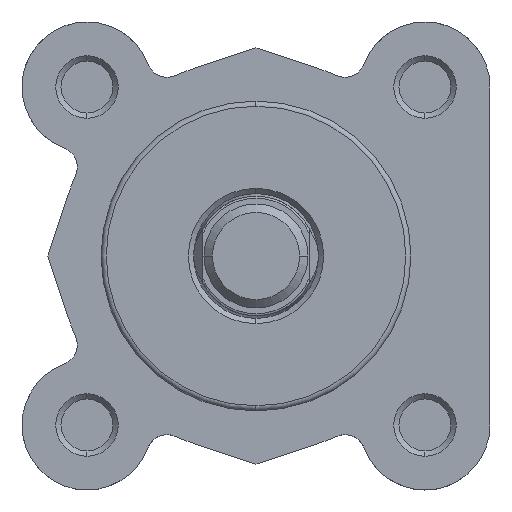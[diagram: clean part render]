
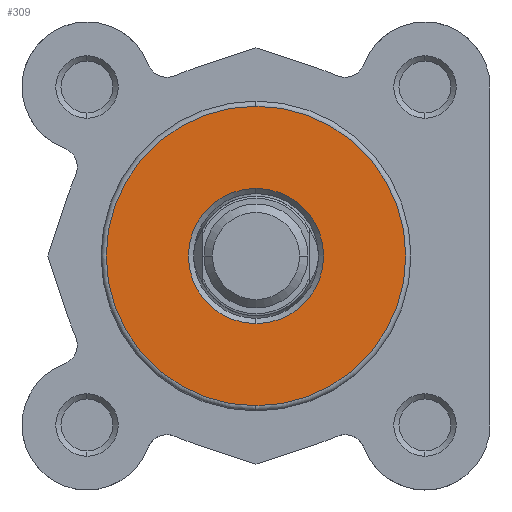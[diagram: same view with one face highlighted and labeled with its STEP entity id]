
A CAD part, left-side view. The second image highlights one B-rep face of the part: STEP entity #309.
In plain terms, the highlighted planar face has unit normal (-1, 0, 0).
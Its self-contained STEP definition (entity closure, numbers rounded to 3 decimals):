
#69 = VERTEX_POINT ( 'NONE', #3839 ) ;
#70 = VERTEX_POINT ( 'NONE', #3840 ) ;
#73 = VERTEX_POINT ( 'NONE', #3843 ) ;
#74 = VERTEX_POINT ( 'NONE', #3844 ) ;
#309 = ADVANCED_FACE ( 'NONE', ( #998, #1012 ), #4583, .T. ) ;
#625 = EDGE_LOOP ( 'NONE', ( #2595, #2594 ) ) ;
#940 = EDGE_LOOP ( 'NONE', ( #2597, #2596 ) ) ;
#998 = FACE_BOUND ( 'NONE', #940, .T. ) ;
#1012 = FACE_OUTER_BOUND ( 'NONE', #625, .T. ) ;
#1429 = CIRCLE ( 'NONE', #6207, 6.5 ) ;
#1435 = CIRCLE ( 'NONE', #6209, 14.4 ) ;
#1640 = EDGE_CURVE ( 'NONE', #73, #74, #1429, .T. ) ;
#1644 = EDGE_CURVE ( 'NONE', #69, #70, #1435, .T. ) ;
#1753 = EDGE_CURVE ( 'NONE', #70, #69, #6541, .T. ) ;
#1756 = EDGE_CURVE ( 'NONE', #74, #73, #6544, .T. ) ;
#2142 = AXIS2_PLACEMENT_3D ( 'NONE', #4582, #4584, #4585 ) ;
#2594 = ORIENTED_EDGE ( 'NONE', *, *, #1753, .T. ) ;
#2595 = ORIENTED_EDGE ( 'NONE', *, *, #1644, .T. ) ;
#2596 = ORIENTED_EDGE ( 'NONE', *, *, #1756, .T. ) ;
#2597 = ORIENTED_EDGE ( 'NONE', *, *, #1640, .T. ) ;
#3839 = CARTESIAN_POINT ( 'NONE',  ( 0., 0., 14.4 ) ) ;
#3840 = CARTESIAN_POINT ( 'NONE',  ( 0., 0., -14.4 ) ) ;
#3843 = CARTESIAN_POINT ( 'NONE',  ( 0., 0., 6.5 ) ) ;
#3844 = CARTESIAN_POINT ( 'NONE',  ( 0., 0., -6.5 ) ) ;
#4582 = CARTESIAN_POINT ( 'NONE',  ( 0., -6., 0. ) ) ;
#4583 = PLANE ( 'NONE',  #2142 ) ;
#4584 = DIRECTION ( 'NONE',  ( -1., 0., 0. ) ) ;
#4585 = DIRECTION ( 'NONE',  ( 0., 0., 1. ) ) ;
#5319 = CARTESIAN_POINT ( 'NONE',  ( 0., 0., 0. ) ) ;
#5320 = DIRECTION ( 'NONE',  ( 1., 0., 0. ) ) ;
#5321 = DIRECTION ( 'NONE',  ( 0., 0., 1. ) ) ;
#5329 = CARTESIAN_POINT ( 'NONE',  ( 0., 0., 0. ) ) ;
#5330 = DIRECTION ( 'NONE',  ( -1., 0., 0. ) ) ;
#5331 = DIRECTION ( 'NONE',  ( 0., 0., 1. ) ) ;
#5608 = CARTESIAN_POINT ( 'NONE',  ( 0., 0., 0. ) ) ;
#5615 = DIRECTION ( 'NONE',  ( -1., 0., 0. ) ) ;
#5616 = DIRECTION ( 'NONE',  ( 0., 0., 1. ) ) ;
#5617 = CARTESIAN_POINT ( 'NONE',  ( 0., 0., 0. ) ) ;
#5624 = DIRECTION ( 'NONE',  ( 1., 0., 0. ) ) ;
#5625 = DIRECTION ( 'NONE',  ( 0., 0., 1. ) ) ;
#6207 = AXIS2_PLACEMENT_3D ( 'NONE', #5319, #5320, #5321 ) ;
#6209 = AXIS2_PLACEMENT_3D ( 'NONE', #5329, #5330, #5331 ) ;
#6276 = AXIS2_PLACEMENT_3D ( 'NONE', #5608, #5615, #5616 ) ;
#6279 = AXIS2_PLACEMENT_3D ( 'NONE', #5617, #5624, #5625 ) ;
#6541 = CIRCLE ( 'NONE', #6276, 14.4 ) ;
#6544 = CIRCLE ( 'NONE', #6279, 6.5 ) ;
